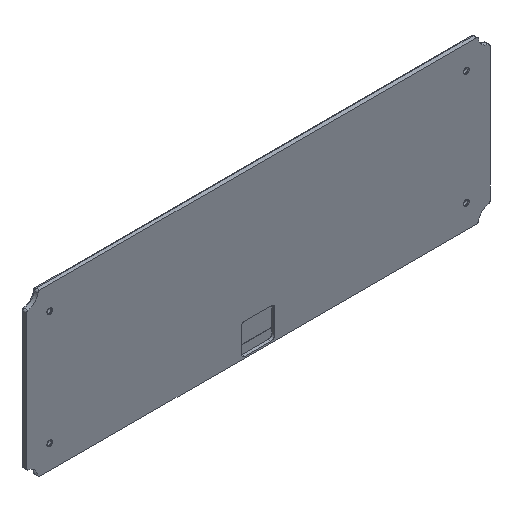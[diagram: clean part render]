
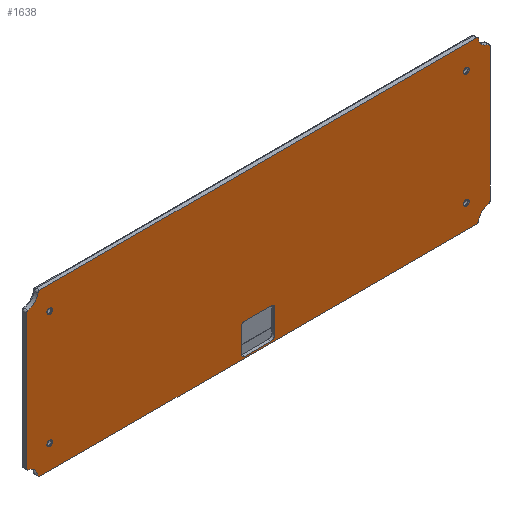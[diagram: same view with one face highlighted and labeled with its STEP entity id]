
A CAD part, isometric view. The second image highlights one B-rep face of the part: STEP entity #1638.
In plain terms, the highlighted planar face has unit normal (0, -1, 0).
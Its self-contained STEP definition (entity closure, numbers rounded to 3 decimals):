
#30=FACE_BOUND('',#310,.T.);
#31=FACE_BOUND('',#311,.T.);
#32=FACE_BOUND('',#312,.T.);
#33=FACE_BOUND('',#313,.T.);
#34=FACE_BOUND('',#314,.T.);
#55=PLANE('',#1826);
#204=FACE_OUTER_BOUND('',#309,.T.);
#309=EDGE_LOOP('',(#1359,#1360,#1361,#1362,#1363,#1364,#1365,#1366,#1367,
#1368,#1369,#1370,#1371,#1372,#1373,#1374));
#310=EDGE_LOOP('',(#1375));
#311=EDGE_LOOP('',(#1376));
#312=EDGE_LOOP('',(#1377));
#313=EDGE_LOOP('',(#1378));
#314=EDGE_LOOP('',(#1379,#1380,#1381,#1382,#1383,#1384,#1385,#1386));
#401=LINE('',#2743,#521);
#406=LINE('',#2759,#526);
#419=LINE('',#2798,#539);
#426=LINE('',#2819,#546);
#430=LINE('',#2833,#550);
#431=LINE('',#2837,#551);
#432=LINE('',#2840,#552);
#433=LINE('',#2844,#553);
#521=VECTOR('',#2134,1000.);
#526=VECTOR('',#2153,1000.);
#539=VECTOR('',#2192,1000.);
#546=VECTOR('',#2217,1000.);
#550=VECTOR('',#2235,1000.);
#551=VECTOR('',#2238,1000.);
#552=VECTOR('',#2241,1000.);
#553=VECTOR('',#2244,1000.);
#603=CIRCLE('',#1696,1.5);
#606=CIRCLE('',#1701,1.5);
#609=CIRCLE('',#1706,1.5);
#612=CIRCLE('',#1711,1.5);
#655=CIRCLE('',#1784,1.);
#656=CIRCLE('',#1786,6.6);
#657=CIRCLE('',#1788,1.);
#658=CIRCLE('',#1791,1.);
#659=CIRCLE('',#1793,6.6);
#660=CIRCLE('',#1795,1.);
#667=CIRCLE('',#1811,2.);
#668=CIRCLE('',#1813,1.);
#669=CIRCLE('',#1815,6.6);
#670=CIRCLE('',#1817,1.);
#671=CIRCLE('',#1820,1.);
#672=CIRCLE('',#1822,6.6);
#673=CIRCLE('',#1824,1.);
#674=CIRCLE('',#1827,2.);
#675=CIRCLE('',#1828,2.);
#676=CIRCLE('',#1829,2.);
#707=VERTEX_POINT('',#2434);
#710=VERTEX_POINT('',#2444);
#713=VERTEX_POINT('',#2454);
#716=VERTEX_POINT('',#2464);
#766=VERTEX_POINT('',#2727);
#767=VERTEX_POINT('',#2729);
#768=VERTEX_POINT('',#2733);
#769=VERTEX_POINT('',#2737);
#770=VERTEX_POINT('',#2741);
#771=VERTEX_POINT('',#2745);
#772=VERTEX_POINT('',#2749);
#773=VERTEX_POINT('',#2753);
#774=VERTEX_POINT('',#2757);
#786=VERTEX_POINT('',#2795);
#787=VERTEX_POINT('',#2797);
#788=VERTEX_POINT('',#2801);
#789=VERTEX_POINT('',#2805);
#790=VERTEX_POINT('',#2809);
#791=VERTEX_POINT('',#2813);
#792=VERTEX_POINT('',#2817);
#793=VERTEX_POINT('',#2821);
#794=VERTEX_POINT('',#2825);
#795=VERTEX_POINT('',#2829);
#796=VERTEX_POINT('',#2835);
#797=VERTEX_POINT('',#2836);
#798=VERTEX_POINT('',#2839);
#799=VERTEX_POINT('',#2841);
#800=VERTEX_POINT('',#2843);
#853=EDGE_CURVE('',#707,#707,#603,.T.);
#858=EDGE_CURVE('',#710,#710,#606,.T.);
#863=EDGE_CURVE('',#713,#713,#609,.T.);
#868=EDGE_CURVE('',#716,#716,#612,.T.);
#947=EDGE_CURVE('',#767,#766,#655,.T.);
#950=EDGE_CURVE('',#766,#768,#656,.T.);
#952=EDGE_CURVE('',#768,#769,#657,.T.);
#954=EDGE_CURVE('',#770,#769,#401,.T.);
#956=EDGE_CURVE('',#770,#771,#658,.T.);
#958=EDGE_CURVE('',#772,#771,#659,.T.);
#960=EDGE_CURVE('',#772,#773,#660,.T.);
#962=EDGE_CURVE('',#774,#773,#406,.T.);
#981=EDGE_CURVE('',#786,#787,#419,.T.);
#984=EDGE_CURVE('',#786,#788,#667,.T.);
#986=EDGE_CURVE('',#774,#789,#668,.T.);
#988=EDGE_CURVE('',#789,#790,#669,.T.);
#990=EDGE_CURVE('',#790,#791,#670,.T.);
#992=EDGE_CURVE('',#791,#792,#426,.T.);
#994=EDGE_CURVE('',#792,#793,#671,.T.);
#996=EDGE_CURVE('',#794,#793,#672,.T.);
#998=EDGE_CURVE('',#794,#795,#673,.T.);
#999=EDGE_CURVE('',#795,#767,#430,.T.);
#1000=EDGE_CURVE('',#796,#797,#431,.T.);
#1001=EDGE_CURVE('',#796,#787,#674,.T.);
#1002=EDGE_CURVE('',#798,#788,#432,.T.);
#1003=EDGE_CURVE('',#798,#799,#675,.T.);
#1004=EDGE_CURVE('',#800,#799,#433,.T.);
#1005=EDGE_CURVE('',#800,#797,#676,.T.);
#1359=ORIENTED_EDGE('',*,*,#958,.F.);
#1360=ORIENTED_EDGE('',*,*,#960,.T.);
#1361=ORIENTED_EDGE('',*,*,#962,.F.);
#1362=ORIENTED_EDGE('',*,*,#986,.T.);
#1363=ORIENTED_EDGE('',*,*,#988,.T.);
#1364=ORIENTED_EDGE('',*,*,#990,.T.);
#1365=ORIENTED_EDGE('',*,*,#992,.T.);
#1366=ORIENTED_EDGE('',*,*,#994,.T.);
#1367=ORIENTED_EDGE('',*,*,#996,.F.);
#1368=ORIENTED_EDGE('',*,*,#998,.T.);
#1369=ORIENTED_EDGE('',*,*,#999,.T.);
#1370=ORIENTED_EDGE('',*,*,#947,.T.);
#1371=ORIENTED_EDGE('',*,*,#950,.T.);
#1372=ORIENTED_EDGE('',*,*,#952,.T.);
#1373=ORIENTED_EDGE('',*,*,#954,.F.);
#1374=ORIENTED_EDGE('',*,*,#956,.T.);
#1375=ORIENTED_EDGE('',*,*,#853,.T.);
#1376=ORIENTED_EDGE('',*,*,#858,.T.);
#1377=ORIENTED_EDGE('',*,*,#863,.T.);
#1378=ORIENTED_EDGE('',*,*,#868,.T.);
#1379=ORIENTED_EDGE('',*,*,#1000,.F.);
#1380=ORIENTED_EDGE('',*,*,#1001,.T.);
#1381=ORIENTED_EDGE('',*,*,#981,.F.);
#1382=ORIENTED_EDGE('',*,*,#984,.T.);
#1383=ORIENTED_EDGE('',*,*,#1002,.F.);
#1384=ORIENTED_EDGE('',*,*,#1003,.T.);
#1385=ORIENTED_EDGE('',*,*,#1004,.F.);
#1386=ORIENTED_EDGE('',*,*,#1005,.T.);
#1638=ADVANCED_FACE('',(#204,#30,#31,#32,#33,#34),#55,.F.);
#1696=AXIS2_PLACEMENT_3D('',#2436,#1908,#1909);
#1701=AXIS2_PLACEMENT_3D('',#2446,#1920,#1921);
#1706=AXIS2_PLACEMENT_3D('',#2456,#1932,#1933);
#1711=AXIS2_PLACEMENT_3D('',#2466,#1944,#1945);
#1784=AXIS2_PLACEMENT_3D('',#2730,#2118,#2119);
#1786=AXIS2_PLACEMENT_3D('',#2735,#2124,#2125);
#1788=AXIS2_PLACEMENT_3D('',#2739,#2129,#2130);
#1791=AXIS2_PLACEMENT_3D('',#2747,#2138,#2139);
#1793=AXIS2_PLACEMENT_3D('',#2751,#2143,#2144);
#1795=AXIS2_PLACEMENT_3D('',#2755,#2148,#2149);
#1811=AXIS2_PLACEMENT_3D('',#2803,#2197,#2198);
#1813=AXIS2_PLACEMENT_3D('',#2807,#2202,#2203);
#1815=AXIS2_PLACEMENT_3D('',#2811,#2207,#2208);
#1817=AXIS2_PLACEMENT_3D('',#2815,#2212,#2213);
#1820=AXIS2_PLACEMENT_3D('',#2823,#2221,#2222);
#1822=AXIS2_PLACEMENT_3D('',#2827,#2226,#2227);
#1824=AXIS2_PLACEMENT_3D('',#2831,#2231,#2232);
#1826=AXIS2_PLACEMENT_3D('',#2834,#2236,#2237);
#1827=AXIS2_PLACEMENT_3D('',#2838,#2239,#2240);
#1828=AXIS2_PLACEMENT_3D('',#2842,#2242,#2243);
#1829=AXIS2_PLACEMENT_3D('',#2845,#2245,#2246);
#1908=DIRECTION('center_axis',(0.,1.,0.));
#1909=DIRECTION('ref_axis',(0.,0.,1.));
#1920=DIRECTION('center_axis',(0.,1.,0.));
#1921=DIRECTION('ref_axis',(0.,0.,1.));
#1932=DIRECTION('center_axis',(0.,1.,0.));
#1933=DIRECTION('ref_axis',(0.,0.,1.));
#1944=DIRECTION('center_axis',(0.,1.,0.));
#1945=DIRECTION('ref_axis',(0.,0.,1.));
#2118=DIRECTION('center_axis',(0.,-1.,0.));
#2119=DIRECTION('ref_axis',(0.,0.,1.));
#2124=DIRECTION('center_axis',(0.,1.,0.));
#2125=DIRECTION('ref_axis',(0.,0.,1.));
#2129=DIRECTION('center_axis',(0.,-1.,0.));
#2130=DIRECTION('ref_axis',(0.,0.,1.));
#2134=DIRECTION('',(-1.,0.,0.));
#2138=DIRECTION('center_axis',(0.,-1.,0.));
#2139=DIRECTION('ref_axis',(0.,0.,1.));
#2143=DIRECTION('center_axis',(0.,-1.,0.));
#2144=DIRECTION('ref_axis',(0.,0.,1.));
#2148=DIRECTION('center_axis',(0.,-1.,0.));
#2149=DIRECTION('ref_axis',(0.,0.,1.));
#2153=DIRECTION('',(0.,0.,-1.));
#2192=DIRECTION('',(0.,0.,-1.));
#2197=DIRECTION('center_axis',(0.,1.,0.));
#2198=DIRECTION('ref_axis',(0.,0.,1.));
#2202=DIRECTION('center_axis',(0.,-1.,0.));
#2203=DIRECTION('ref_axis',(0.,0.,1.));
#2207=DIRECTION('center_axis',(0.,1.,0.));
#2208=DIRECTION('ref_axis',(0.,0.,1.));
#2212=DIRECTION('center_axis',(0.,-1.,0.));
#2213=DIRECTION('ref_axis',(0.,0.,1.));
#2217=DIRECTION('',(-1.,0.,0.));
#2221=DIRECTION('center_axis',(0.,-1.,0.));
#2222=DIRECTION('ref_axis',(0.,0.,1.));
#2226=DIRECTION('center_axis',(0.,-1.,0.));
#2227=DIRECTION('ref_axis',(0.,0.,1.));
#2231=DIRECTION('center_axis',(0.,-1.,0.));
#2232=DIRECTION('ref_axis',(0.,0.,1.));
#2235=DIRECTION('',(0.,0.,-1.));
#2236=DIRECTION('center_axis',(0.,1.,0.));
#2237=DIRECTION('ref_axis',(0.,0.,1.));
#2238=DIRECTION('',(1.,0.,0.));
#2239=DIRECTION('center_axis',(0.,1.,0.));
#2240=DIRECTION('ref_axis',(0.,0.,1.));
#2241=DIRECTION('',(-1.,0.,0.));
#2242=DIRECTION('center_axis',(0.,1.,0.));
#2243=DIRECTION('ref_axis',(0.,0.,1.));
#2244=DIRECTION('',(0.,0.,1.));
#2245=DIRECTION('center_axis',(0.,1.,0.));
#2246=DIRECTION('ref_axis',(0.,0.,1.));
#2434=CARTESIAN_POINT('',(115.606,65.,-33.055));
#2436=CARTESIAN_POINT('Origin',(115.606,65.,-31.555));
#2444=CARTESIAN_POINT('',(115.606,65.,30.416));
#2446=CARTESIAN_POINT('Origin',(115.606,65.,31.916));
#2454=CARTESIAN_POINT('',(-115.593,65.,30.416));
#2456=CARTESIAN_POINT('Origin',(-115.593,65.,31.916));
#2464=CARTESIAN_POINT('',(-115.593,65.,-33.055));
#2466=CARTESIAN_POINT('Origin',(-115.593,65.,-31.555));
#2727=CARTESIAN_POINT('',(-127.784,65.,-38.17));
#2729=CARTESIAN_POINT('',(-128.64,65.,-37.181));
#2730=CARTESIAN_POINT('Origin',(-127.64,65.,-37.181));
#2733=CARTESIAN_POINT('',(-122.209,65.,-43.746));
#2735=CARTESIAN_POINT('Origin',(-128.74,65.,-44.701));
#2737=CARTESIAN_POINT('',(-121.22,65.,-44.601));
#2739=CARTESIAN_POINT('Origin',(-121.22,65.,-43.601));
#2741=CARTESIAN_POINT('',(121.232,65.,-44.601));
#2743=CARTESIAN_POINT('',(0.,65.,-44.601));
#2745=CARTESIAN_POINT('',(122.222,65.,-43.746));
#2747=CARTESIAN_POINT('Origin',(121.232,65.,-43.601));
#2749=CARTESIAN_POINT('',(127.797,65.,-38.17));
#2751=CARTESIAN_POINT('Origin',(128.752,65.,-44.701));
#2753=CARTESIAN_POINT('',(128.652,65.,-37.181));
#2755=CARTESIAN_POINT('Origin',(127.652,65.,-37.181));
#2757=CARTESIAN_POINT('',(128.652,65.,37.542));
#2759=CARTESIAN_POINT('',(128.652,65.,0.));
#2795=CARTESIAN_POINT('',(-9.244,65.,-28.701));
#2797=CARTESIAN_POINT('',(-9.244,65.,-41.701));
#2798=CARTESIAN_POINT('',(-9.244,65.,-43.701));
#2801=CARTESIAN_POINT('',(-7.244,65.,-26.701));
#2803=CARTESIAN_POINT('Origin',(-7.244,65.,-28.701));
#2805=CARTESIAN_POINT('',(127.797,65.,38.532));
#2807=CARTESIAN_POINT('Origin',(127.652,65.,37.542));
#2809=CARTESIAN_POINT('',(122.222,65.,44.107));
#2811=CARTESIAN_POINT('Origin',(128.752,65.,45.062));
#2813=CARTESIAN_POINT('',(121.232,65.,44.962));
#2815=CARTESIAN_POINT('Origin',(121.232,65.,43.962));
#2817=CARTESIAN_POINT('',(-121.22,65.,44.962));
#2819=CARTESIAN_POINT('',(0.,65.,44.962));
#2821=CARTESIAN_POINT('',(-122.209,65.,44.107));
#2823=CARTESIAN_POINT('Origin',(-121.22,65.,43.962));
#2825=CARTESIAN_POINT('',(-127.784,65.,38.532));
#2827=CARTESIAN_POINT('Origin',(-128.74,65.,45.062));
#2829=CARTESIAN_POINT('',(-128.64,65.,37.542));
#2831=CARTESIAN_POINT('Origin',(-127.64,65.,37.542));
#2833=CARTESIAN_POINT('',(-128.64,65.,0.));
#2834=CARTESIAN_POINT('Origin',(128.752,65.,-44.701));
#2835=CARTESIAN_POINT('',(-7.244,65.,-43.701));
#2836=CARTESIAN_POINT('',(7.256,65.,-43.701));
#2837=CARTESIAN_POINT('',(9.256,65.,-43.701));
#2838=CARTESIAN_POINT('Origin',(-7.244,65.,-41.701));
#2839=CARTESIAN_POINT('',(7.256,65.,-26.701));
#2840=CARTESIAN_POINT('',(-9.244,65.,-26.701));
#2841=CARTESIAN_POINT('',(9.256,65.,-28.701));
#2842=CARTESIAN_POINT('Origin',(7.256,65.,-28.701));
#2843=CARTESIAN_POINT('',(9.256,65.,-41.701));
#2844=CARTESIAN_POINT('',(9.256,65.,-43.701));
#2845=CARTESIAN_POINT('Origin',(7.256,65.,-41.701));
